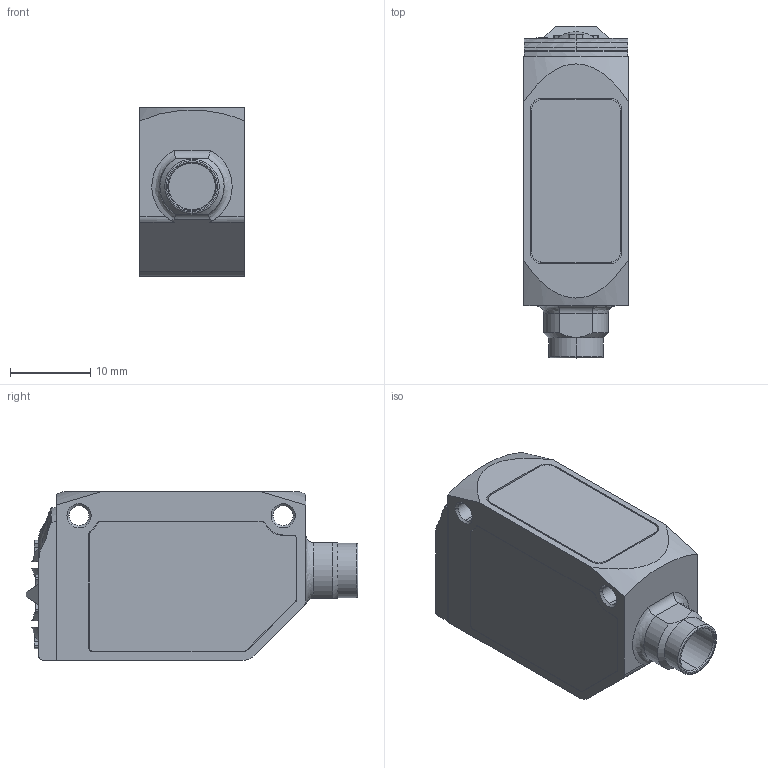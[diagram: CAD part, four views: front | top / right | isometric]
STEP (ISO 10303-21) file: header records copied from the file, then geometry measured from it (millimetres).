
FILE_DESCRIPTION (( 'STEP AP214' ), '1' );
FILE_NAME ('FMRR-0N-0F.step', '2018-04-17T19:24:14', ( '' ), ( '' ), 'SwSTEP 2.0', 'SolidWorks 2017', '' );
FILE_SCHEMA (( 'AUTOMOTIVE_DESIGN' ));
Length unit declared in the file: inch
Products named in the file (1): FMRR-0N-0F
Bounding box: 13 x 41.3 x 21 mm (x, y, z)
Volume: 8629 mm3; surface area: 3393.6 mm2
Topology: 1 solids, 1 shells, 197 faces, 519 edges, 333 vertices
Faces by surface type: plane 89, cylinder 79, bspline 16, cone 13
Entity records: 6442 total; most frequent: CARTESIAN_POINT 1504, DIRECTION 1038, ORIENTED_EDGE 1038, EDGE_CURVE 519, AXIS2_PLACEMENT_3D 381, VERTEX_POINT 333, LINE 276, VECTOR 276
